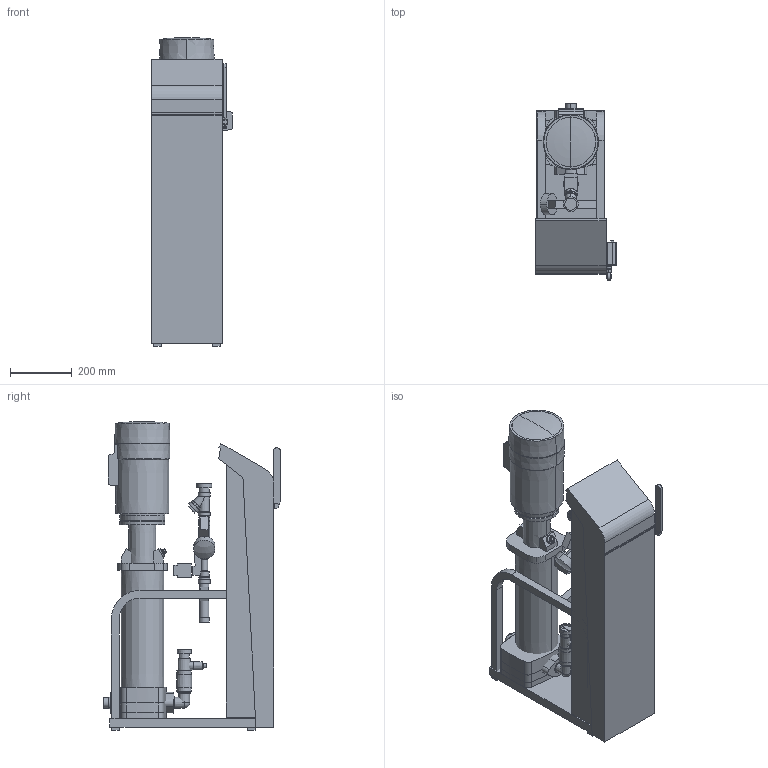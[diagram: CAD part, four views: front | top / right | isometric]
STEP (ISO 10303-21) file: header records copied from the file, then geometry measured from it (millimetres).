
FILE_DESCRIPTION (( 'STEP AP214' ), '1' );
FILE_NAME ('Sinum_M100.STEP', '2024-04-08T13:16:16', ( '' ), ( '' ), 'SwSTEP 2.0', 'SolidWorks 2021', '' );
FILE_SCHEMA (( 'AUTOMOTIVE_DESIGN' ));
Length unit declared in the file: millimetre
Products named in the file (3): Sinum_M100; 17884_flmat_mp_g4_remote_m100.dwg; Sinum_M100.dwg
Assembly tree (2 placements, depth 3):
  Sinum_M100
    Sinum_M100.dwg
      17884_flmat_mp_g4_remote_m100.dwg
Bounding box: 260.1 x 570.67 x 997.1 mm (x, y, z)
Volume: 44155174.8 mm3; surface area: 2516308.6 mm2
Topology: 16 solids, 16 shells, 572 faces, 1358 edges, 835 vertices
Faces by surface type: plane 247, cone 184, cylinder 135, sphere 3, torus 2, bspline 1
Entity records: 16576 total; most frequent: CARTESIAN_POINT 3013, DIRECTION 2901, ORIENTED_EDGE 2684, EDGE_CURVE 1342, AXIS2_PLACEMENT_3D 1030, VECTOR 841, LINE 841, VERTEX_POINT 835
